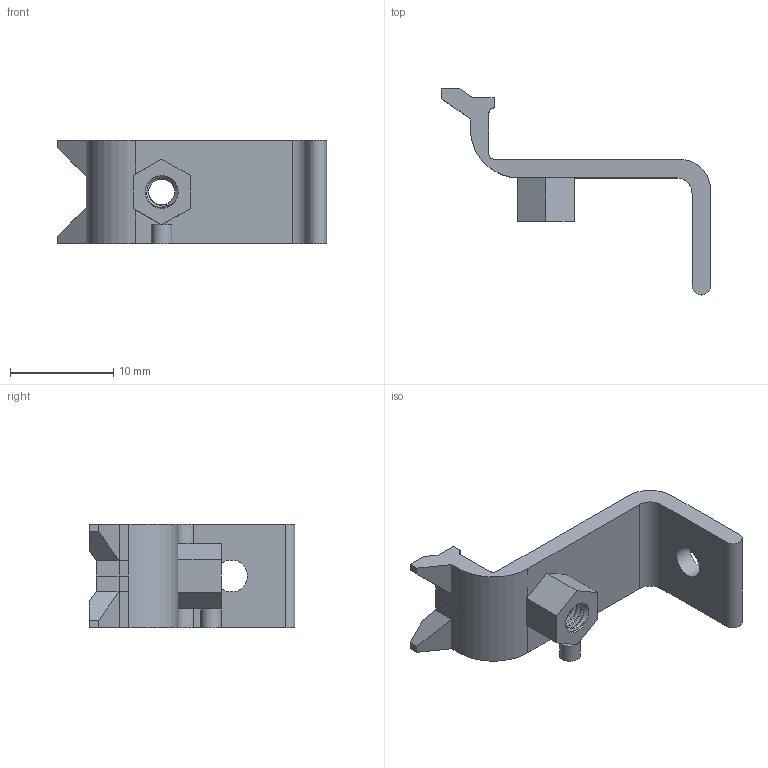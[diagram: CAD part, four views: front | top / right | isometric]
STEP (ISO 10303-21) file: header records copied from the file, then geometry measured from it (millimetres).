
FILE_DESCRIPTION(('FreeCAD Model'),'2;1');
FILE_NAME('Open CASCADE Shape Model','2023-07-25T16:28:23',(''),(''), 'Open CASCADE STEP processor 7.6','FreeCAD','Unknown');
FILE_SCHEMA(('AUTOMOTIVE_DESIGN { 1 0 10303 214 1 1 1 1 }'));
Length unit declared in the file: millimetre
Products named in the file (1): Pad040005579
Bounding box: 26.11 x 19.97 x 10 mm (x, y, z)
Volume: 762.1 mm3; surface area: 1148.7 mm2
Topology: 1 solids, 1 shells, 94 faces, 247 edges, 155 vertices
Faces by surface type: bspline 38, plane 34, cylinder 21, cone 1
Full cylindrical faces by diameter (mm): 2 x1, 2.52 x11, 3.1 x1
Entity records: 13111 total; most frequent: CARTESIAN_POINT 8817, DIRECTION 550, ORIENTED_EDGE 494, PCURVE 494, DEFINITIONAL_REPRESENTATION 494, LINE 356, VECTOR 356, B_SPLINE_CURVE_WITH_KNOTS 330
